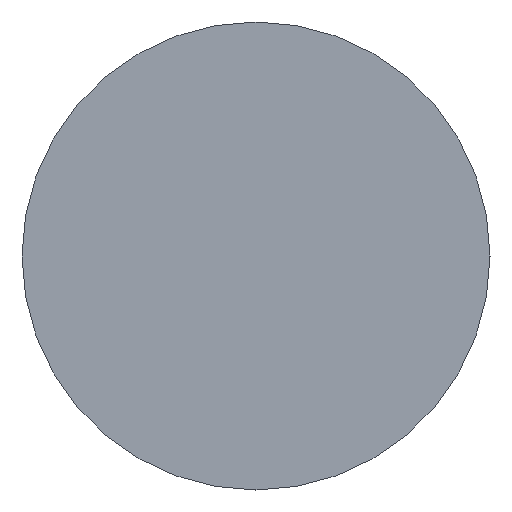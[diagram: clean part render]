
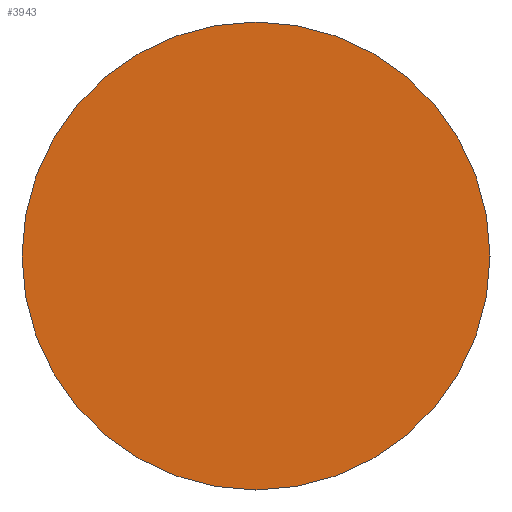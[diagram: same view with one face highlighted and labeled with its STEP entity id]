
A CAD part, left-side view. The second image highlights one B-rep face of the part: STEP entity #3943.
In plain terms, the highlighted planar face has unit normal (-1, 0, 0).
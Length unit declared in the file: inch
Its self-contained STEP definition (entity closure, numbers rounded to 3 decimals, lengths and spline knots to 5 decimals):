
#397 = AXIS2_PLACEMENT_3D ( 'NONE', #2669, #1776, #3897 ) ;
#403 = DIRECTION ( 'NONE',  ( -1., 0., 0. ) ) ;
#607 = CARTESIAN_POINT ( 'NONE',  ( 0., 0., -3.5 ) ) ;
#829 = DIRECTION ( 'NONE',  ( 1., 0., 0. ) ) ;
#1113 = EDGE_LOOP ( 'NONE', ( #3289, #2430 ) ) ;
#1169 = EDGE_CURVE ( 'NONE', #3689, #2327, #3245, .T. ) ;
#1188 = AXIS2_PLACEMENT_3D ( 'NONE', #3172, #403, #3769 ) ;
#1443 = AXIS2_PLACEMENT_3D ( 'NONE', #2340, #829, #1770 ) ;
#1770 = DIRECTION ( 'NONE',  ( 0., 0., -1. ) ) ;
#1776 = DIRECTION ( 'NONE',  ( -1., 0., 0. ) ) ;
#1856 = CARTESIAN_POINT ( 'NONE',  ( 0., 0., 3.5 ) ) ;
#2038 = PLANE ( 'NONE',  #1443 ) ;
#2327 = VERTEX_POINT ( 'NONE', #607 ) ;
#2340 = CARTESIAN_POINT ( 'NONE',  ( 0., 3.5, 0. ) ) ;
#2430 = ORIENTED_EDGE ( 'NONE', *, *, #3691, .T. ) ;
#2536 = CIRCLE ( 'NONE', #1188, 3.5 ) ;
#2669 = CARTESIAN_POINT ( 'NONE',  ( 0., 0., 0. ) ) ;
#3172 = CARTESIAN_POINT ( 'NONE',  ( 0., 0., 0. ) ) ;
#3245 = CIRCLE ( 'NONE', #397, 3.5 ) ;
#3289 = ORIENTED_EDGE ( 'NONE', *, *, #1169, .T. ) ;
#3689 = VERTEX_POINT ( 'NONE', #1856 ) ;
#3691 = EDGE_CURVE ( 'NONE', #2327, #3689, #2536, .T. ) ;
#3769 = DIRECTION ( 'NONE',  ( 0., 0., 1. ) ) ;
#3849 = FACE_OUTER_BOUND ( 'NONE', #1113, .T. ) ;
#3897 = DIRECTION ( 'NONE',  ( 0., 0., 1. ) ) ;
#3943 = ADVANCED_FACE ( 'NONE', ( #3849 ), #2038, .F. ) ;
